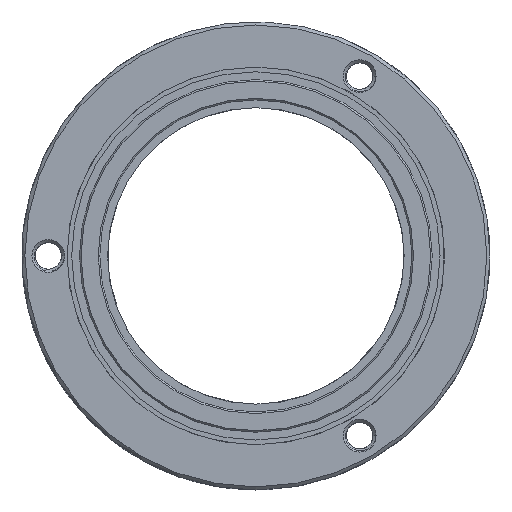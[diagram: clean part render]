
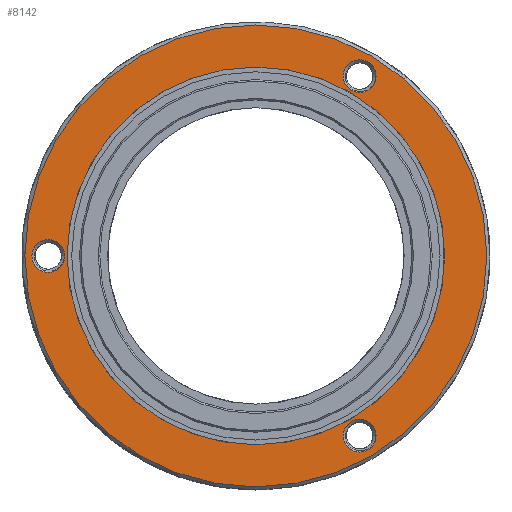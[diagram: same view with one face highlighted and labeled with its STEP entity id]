
A CAD part, left-side view. The second image highlights one B-rep face of the part: STEP entity #8142.
In plain terms, the highlighted planar face has unit normal (-1, 0, 0).
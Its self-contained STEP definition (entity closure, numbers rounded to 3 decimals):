
#28 = EDGE_CURVE ( 'NONE', #23686, #23686, #21324, .T. ) ;
#268 = CARTESIAN_POINT ( 'NONE',  ( 8., -6.65, 10.468 ) ) ;
#1208 = DIRECTION ( 'NONE',  ( 0., 0., -1. ) ) ;
#1408 = AXIS2_PLACEMENT_3D ( 'NONE', #8065, #17740, #1208 ) ;
#1631 = CARTESIAN_POINT ( 'NONE',  ( 8., -6.65, -11.518 ) ) ;
#1649 = CIRCLE ( 'NONE', #3256, 12.1 ) ;
#1904 = DIRECTION ( 'NONE',  ( 0., 0., 1. ) ) ;
#2346 = CARTESIAN_POINT ( 'NONE',  ( 8., 0., 12.1 ) ) ;
#2696 = ORIENTED_EDGE ( 'NONE', *, *, #19454, .T. ) ;
#3177 = FACE_BOUND ( 'NONE', #21572, .T. ) ;
#3256 = AXIS2_PLACEMENT_3D ( 'NONE', #9187, #16473, #1904 ) ;
#4425 = FACE_BOUND ( 'NONE', #7496, .T. ) ;
#4796 = DIRECTION ( 'NONE',  ( 0., 0., -1. ) ) ;
#6231 = CARTESIAN_POINT ( 'NONE',  ( 8., -6.65, -12.568 ) ) ;
#6742 = DIRECTION ( 'NONE',  ( 0., 0., -1. ) ) ;
#6853 = CARTESIAN_POINT ( 'NONE',  ( 8., 13.3, 0. ) ) ;
#7315 = ORIENTED_EDGE ( 'NONE', *, *, #22694, .T. ) ;
#7496 = EDGE_LOOP ( 'NONE', ( #7815 ) ) ;
#7815 = ORIENTED_EDGE ( 'NONE', *, *, #17206, .T. ) ;
#8065 = CARTESIAN_POINT ( 'NONE',  ( 8., 15., 0. ) ) ;
#8142 = ADVANCED_FACE ( 'NONE', ( #18048, #13632, #11553, #4425, #3177 ), #11719, .F. ) ;
#8309 = DIRECTION ( 'NONE',  ( 1., 0., 0. ) ) ;
#9187 = CARTESIAN_POINT ( 'NONE',  ( 8., 0., 0. ) ) ;
#9507 = VERTEX_POINT ( 'NONE', #2346 ) ;
#10496 = CIRCLE ( 'NONE', #15548, 1.05 ) ;
#11034 = EDGE_LOOP ( 'NONE', ( #2696 ) ) ;
#11244 = AXIS2_PLACEMENT_3D ( 'NONE', #22846, #17290, #4796 ) ;
#11553 = FACE_BOUND ( 'NONE', #22533, .T. ) ;
#11719 = PLANE ( 'NONE',  #1408 ) ;
#11859 = DIRECTION ( 'NONE',  ( 0., 0., -1. ) ) ;
#11862 = AXIS2_PLACEMENT_3D ( 'NONE', #13070, #8309, #11859 ) ;
#12894 = AXIS2_PLACEMENT_3D ( 'NONE', #1631, #16448, #23829 ) ;
#13070 = CARTESIAN_POINT ( 'NONE',  ( 8., -6.65, 11.518 ) ) ;
#13233 = ORIENTED_EDGE ( 'NONE', *, *, #28, .T. ) ;
#13632 = FACE_BOUND ( 'NONE', #11034, .T. ) ;
#14236 = DIRECTION ( 'NONE',  ( 1., 0., 0. ) ) ;
#15548 = AXIS2_PLACEMENT_3D ( 'NONE', #6853, #14236, #6742 ) ;
#16448 = DIRECTION ( 'NONE',  ( 1., 0., 0. ) ) ;
#16473 = DIRECTION ( 'NONE',  ( -1., 0., 0. ) ) ;
#17206 = EDGE_CURVE ( 'NONE', #17281, #17281, #10496, .T. ) ;
#17281 = VERTEX_POINT ( 'NONE', #17394 ) ;
#17290 = DIRECTION ( 'NONE',  ( -1., 0., 0. ) ) ;
#17394 = CARTESIAN_POINT ( 'NONE',  ( 8., 13.3, -1.05 ) ) ;
#17740 = DIRECTION ( 'NONE',  ( 1., 0., 0. ) ) ;
#18048 = FACE_OUTER_BOUND ( 'NONE', #19726, .T. ) ;
#18438 = CIRCLE ( 'NONE', #11862, 1.05 ) ;
#18709 = EDGE_CURVE ( 'NONE', #9507, #9507, #1649, .T. ) ;
#19095 = CIRCLE ( 'NONE', #12894, 1.05 ) ;
#19454 = EDGE_CURVE ( 'NONE', #22835, #22835, #19095, .T. ) ;
#19726 = EDGE_LOOP ( 'NONE', ( #13233 ) ) ;
#19760 = ORIENTED_EDGE ( 'NONE', *, *, #18709, .F. ) ;
#20670 = VERTEX_POINT ( 'NONE', #268 ) ;
#21324 = CIRCLE ( 'NONE', #11244, 14.8 ) ;
#21572 = EDGE_LOOP ( 'NONE', ( #19760 ) ) ;
#21864 = CARTESIAN_POINT ( 'NONE',  ( 8., 0., -14.8 ) ) ;
#22533 = EDGE_LOOP ( 'NONE', ( #7315 ) ) ;
#22694 = EDGE_CURVE ( 'NONE', #20670, #20670, #18438, .T. ) ;
#22835 = VERTEX_POINT ( 'NONE', #6231 ) ;
#22846 = CARTESIAN_POINT ( 'NONE',  ( 8., 0., 0. ) ) ;
#23686 = VERTEX_POINT ( 'NONE', #21864 ) ;
#23829 = DIRECTION ( 'NONE',  ( 0., 0., -1. ) ) ;
